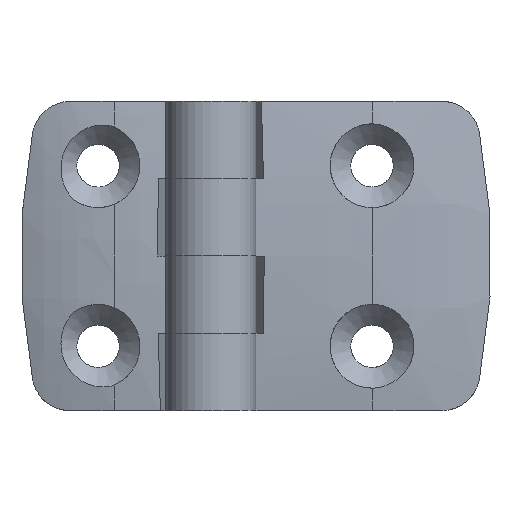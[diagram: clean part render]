
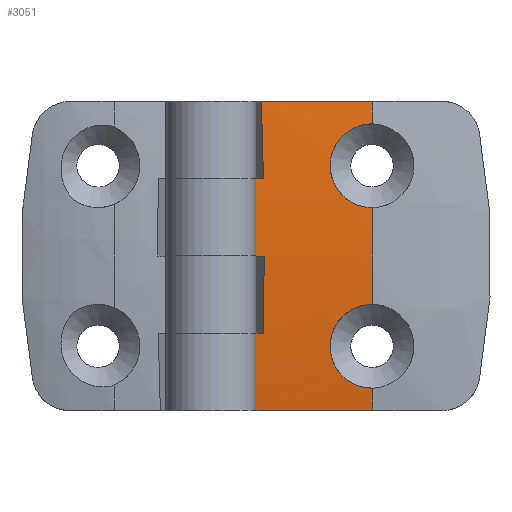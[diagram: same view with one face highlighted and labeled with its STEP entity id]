
A CAD part, top view. The second image highlights one B-rep face of the part: STEP entity #3051.
In plain terms, the highlighted toroidal (fillet/blend) face has major radius 311.685 mm and minor radius 504.639 mm.
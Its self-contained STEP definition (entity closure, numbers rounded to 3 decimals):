
#18=DEGENERATE_TOROIDAL_SURFACE('',#3363,311.685,504.639,
 .F.);
#744=B_SPLINE_CURVE_WITH_KNOTS('',3,(#5084,#5085,#5086,#5087,#5088,#5089,
#5090,#5091),.UNSPECIFIED.,.F.,.F.,(4,1,1,1,1,4),(0.,0.003,
0.005,0.01,0.015,0.021),
 .UNSPECIFIED.);
#745=B_SPLINE_CURVE_WITH_KNOTS('',3,(#5095,#5096,#5097,#5098),
 .UNSPECIFIED.,.F.,.F.,(4,4),(0.033,0.05),
 .UNSPECIFIED.);
#746=B_SPLINE_CURVE_WITH_KNOTS('',3,(#5100,#5101,#5102,#5103),
 .UNSPECIFIED.,.F.,.F.,(4,4),(0.,0.012),
 .UNSPECIFIED.);
#747=B_SPLINE_CURVE_WITH_KNOTS('',3,(#5105,#5106,#5107,#5108),
 .UNSPECIFIED.,.F.,.F.,(4,4),(0.005,0.006),
 .UNSPECIFIED.);
#748=B_SPLINE_CURVE_WITH_KNOTS('',3,(#5114,#5115,#5116,#5117),
 .UNSPECIFIED.,.F.,.F.,(4,4),(0.,0.012),
 .UNSPECIFIED.);
#749=B_SPLINE_CURVE_WITH_KNOTS('',3,(#5119,#5120,#5121,#5122),
 .UNSPECIFIED.,.F.,.F.,(4,4),(0.005,0.006),
 .UNSPECIFIED.);
#750=B_SPLINE_CURVE_WITH_KNOTS('',3,(#5126,#5127,#5128,#5129),
 .UNSPECIFIED.,.F.,.F.,(4,4),(0.025,0.043),
 .UNSPECIFIED.);
#751=B_SPLINE_CURVE_WITH_KNOTS('',3,(#5133,#5134,#5135,#5136,#5137,#5138,
#5139,#5140,#5141,#5142),.UNSPECIFIED.,.F.,.F.,(4,1,1,1,1,1,1,4),(0.,
0.003,0.005,0.008,0.01,
0.013,0.015,0.021),.UNSPECIFIED.);
#1431=ORIENTED_EDGE('',*,*,#1991,.F.);
#1432=ORIENTED_EDGE('',*,*,#1992,.T.);
#1433=ORIENTED_EDGE('',*,*,#1993,.F.);
#1434=ORIENTED_EDGE('',*,*,#1994,.F.);
#1435=ORIENTED_EDGE('',*,*,#1995,.F.);
#1436=ORIENTED_EDGE('',*,*,#1996,.F.);
#1437=ORIENTED_EDGE('',*,*,#1997,.T.);
#1438=ORIENTED_EDGE('',*,*,#1998,.T.);
#1439=ORIENTED_EDGE('',*,*,#1999,.T.);
#1440=ORIENTED_EDGE('',*,*,#2000,.F.);
#1441=ORIENTED_EDGE('',*,*,#2001,.T.);
#1442=ORIENTED_EDGE('',*,*,#2002,.F.);
#1443=ORIENTED_EDGE('',*,*,#2003,.F.);
#1444=ORIENTED_EDGE('',*,*,#2004,.T.);
#1991=EDGE_CURVE('',#2330,#2331,#2519,.T.);
#1992=EDGE_CURVE('',#2330,#2332,#744,.T.);
#1993=EDGE_CURVE('',#2333,#2332,#2520,.T.);
#1994=EDGE_CURVE('',#2334,#2333,#745,.T.);
#1995=EDGE_CURVE('',#2335,#2334,#746,.T.);
#1996=EDGE_CURVE('',#2336,#2335,#747,.T.);
#1997=EDGE_CURVE('',#2336,#2337,#2521,.F.);
#1998=EDGE_CURVE('',#2337,#2338,#2522,.F.);
#1999=EDGE_CURVE('',#2338,#2339,#748,.T.);
#2000=EDGE_CURVE('',#2340,#2339,#749,.T.);
#2001=EDGE_CURVE('',#2340,#2341,#2523,.F.);
#2002=EDGE_CURVE('',#2342,#2341,#750,.T.);
#2003=EDGE_CURVE('',#2343,#2342,#2524,.T.);
#2004=EDGE_CURVE('',#2343,#2331,#751,.T.);
#2330=VERTEX_POINT('',#5082);
#2331=VERTEX_POINT('',#5083);
#2332=VERTEX_POINT('',#5092);
#2333=VERTEX_POINT('',#5094);
#2334=VERTEX_POINT('',#5099);
#2335=VERTEX_POINT('',#5104);
#2336=VERTEX_POINT('',#5109);
#2337=VERTEX_POINT('',#5111);
#2338=VERTEX_POINT('',#5113);
#2339=VERTEX_POINT('',#5118);
#2340=VERTEX_POINT('',#5123);
#2341=VERTEX_POINT('',#5125);
#2342=VERTEX_POINT('',#5130);
#2343=VERTEX_POINT('',#5132);
#2519=CIRCLE('',#3364,192.639);
#2520=CIRCLE('',#3365,192.639);
#2521=CIRCLE('',#3366,192.954);
#2522=CIRCLE('',#3367,504.639);
#2523=CIRCLE('',#3368,192.954);
#2524=CIRCLE('',#3369,192.639);
#2686=EDGE_LOOP('',(#1431,#1432,#1433,#1434,#1435,#1436,#1437,#1438,#1439,
#1440,#1441,#1442,#1443,#1444));
#2875=FACE_BOUND('',#2686,.T.);
#3051=ADVANCED_FACE('',(#2875),#18,.F.);
#3363=AXIS2_PLACEMENT_3D('',#5080,#4109,#4110);
#3364=AXIS2_PLACEMENT_3D('',#5081,#4111,#4112);
#3365=AXIS2_PLACEMENT_3D('',#5093,#4113,#4114);
#3366=AXIS2_PLACEMENT_3D('',#5110,#4115,#4116);
#3367=AXIS2_PLACEMENT_3D('',#5112,#4117,#4118);
#3368=AXIS2_PLACEMENT_3D('',#5124,#4119,#4120);
#3369=AXIS2_PLACEMENT_3D('',#5131,#4121,#4122);
#4109=DIRECTION('',(1.,0.,0.));
#4110=DIRECTION('',(0.,0.,-1.));
#4111=DIRECTION('',(1.,0.,0.));
#4112=DIRECTION('',(0.,0.,-1.));
#4113=DIRECTION('',(1.,0.,0.));
#4114=DIRECTION('',(0.,0.,-1.));
#4115=DIRECTION('',(-1.,0.,0.));
#4116=DIRECTION('',(0.,-1.,0.));
#4117=DIRECTION('',(0.,0.,1.));
#4118=DIRECTION('',(1.,0.,0.));
#4119=DIRECTION('',(-1.,0.,0.));
#4120=DIRECTION('',(0.,-1.,0.));
#4121=DIRECTION('',(1.,0.,0.));
#4122=DIRECTION('',(0.,0.,-1.));
#5080=CARTESIAN_POINT('',(7.3,-194.004,0.));
#5081=CARTESIAN_POINT('',(25.12,-194.004,0.));
#5082=CARTESIAN_POINT('',(25.12,-1.511,-7.501));
#5083=CARTESIAN_POINT('',(25.12,-1.511,7.501));
#5084=CARTESIAN_POINT('',(25.12,-1.511,-7.501));
#5085=CARTESIAN_POINT('',(24.251,-1.479,-7.485));
#5086=CARTESIAN_POINT('',(22.531,-1.435,-7.802));
#5087=CARTESIAN_POINT('',(19.575,-1.435,-9.721));
#5088=CARTESIAN_POINT('',(17.779,-1.641,-14.007));
#5089=CARTESIAN_POINT('',(19.949,-2.144,-19.149));
#5090=CARTESIAN_POINT('',(23.381,-2.4,-20.531));
#5091=CARTESIAN_POINT('',(25.12,-2.458,-20.499));
#5092=CARTESIAN_POINT('',(25.12,-2.458,-20.499));
#5093=CARTESIAN_POINT('',(25.12,-194.004,0.));
#5094=CARTESIAN_POINT('',(25.12,-2.866,-24.));
#5095=CARTESIAN_POINT('',(7.839,-2.549,-24.));
#5096=CARTESIAN_POINT('',(13.6,-2.555,-24.));
#5097=CARTESIAN_POINT('',(19.361,-2.661,-24.));
#5098=CARTESIAN_POINT('',(25.12,-2.866,-24.));
#5099=CARTESIAN_POINT('',(7.839,-2.549,-24.));
#5100=CARTESIAN_POINT('',(8.161,-1.424,-12.));
#5101=CARTESIAN_POINT('',(8.089,-1.674,-16.013));
#5102=CARTESIAN_POINT('',(7.982,-2.049,-20.013));
#5103=CARTESIAN_POINT('',(7.839,-2.549,-24.));
#5104=CARTESIAN_POINT('',(8.161,-1.424,-12.));
#5105=CARTESIAN_POINT('',(7.,-1.424,-12.));
#5106=CARTESIAN_POINT('',(7.387,-1.423,-12.));
#5107=CARTESIAN_POINT('',(7.774,-1.424,-12.));
#5108=CARTESIAN_POINT('',(8.161,-1.424,-12.));
#5109=CARTESIAN_POINT('',(7.,-1.424,-12.));
#5110=CARTESIAN_POINT('',(7.,-194.004,0.));
#5111=CARTESIAN_POINT('',(7.,-1.05,0.));
#5112=CARTESIAN_POINT('',(7.3,-505.689,0.));
#5113=CARTESIAN_POINT('',(8.268,-1.051,0.));
#5114=CARTESIAN_POINT('',(8.268,-1.051,0.));
#5115=CARTESIAN_POINT('',(8.268,-1.051,4.004));
#5116=CARTESIAN_POINT('',(8.232,-1.175,8.004));
#5117=CARTESIAN_POINT('',(8.161,-1.424,12.));
#5118=CARTESIAN_POINT('',(8.161,-1.424,12.));
#5119=CARTESIAN_POINT('',(7.,-1.424,12.));
#5120=CARTESIAN_POINT('',(7.387,-1.423,12.));
#5121=CARTESIAN_POINT('',(7.774,-1.424,12.));
#5122=CARTESIAN_POINT('',(8.161,-1.424,12.));
#5123=CARTESIAN_POINT('',(7.,-1.424,12.));
#5124=CARTESIAN_POINT('',(7.,-194.004,0.));
#5125=CARTESIAN_POINT('',(7.,-2.548,24.));
#5126=CARTESIAN_POINT('',(25.12,-2.866,24.));
#5127=CARTESIAN_POINT('',(19.081,-2.651,24.));
#5128=CARTESIAN_POINT('',(13.041,-2.545,24.));
#5129=CARTESIAN_POINT('',(7.,-2.548,24.));
#5130=CARTESIAN_POINT('',(25.12,-2.866,24.));
#5131=CARTESIAN_POINT('',(25.12,-194.004,0.));
#5132=CARTESIAN_POINT('',(25.12,-2.458,20.499));
#5133=CARTESIAN_POINT('',(25.12,-2.458,20.499));
#5134=CARTESIAN_POINT('',(24.251,-2.429,20.515));
#5135=CARTESIAN_POINT('',(22.532,-2.339,20.199));
#5136=CARTESIAN_POINT('',(20.326,-2.129,18.763));
#5137=CARTESIAN_POINT('',(18.852,-1.892,16.592));
#5138=CARTESIAN_POINT('',(18.327,-1.675,14.018));
#5139=CARTESIAN_POINT('',(18.838,-1.516,11.437));
#5140=CARTESIAN_POINT('',(20.808,-1.409,8.511));
#5141=CARTESIAN_POINT('',(23.381,-1.448,7.469));
#5142=CARTESIAN_POINT('',(25.12,-1.511,7.501));
